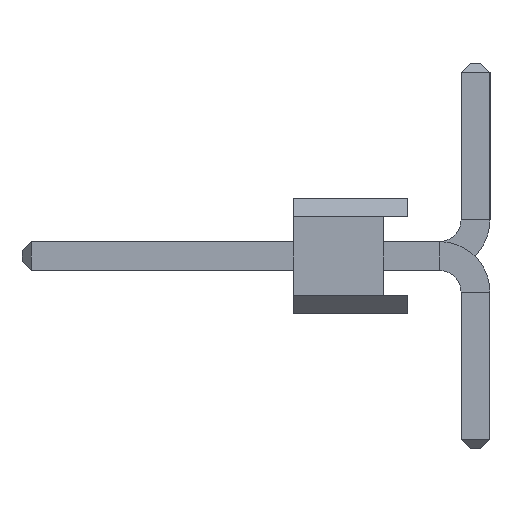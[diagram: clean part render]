
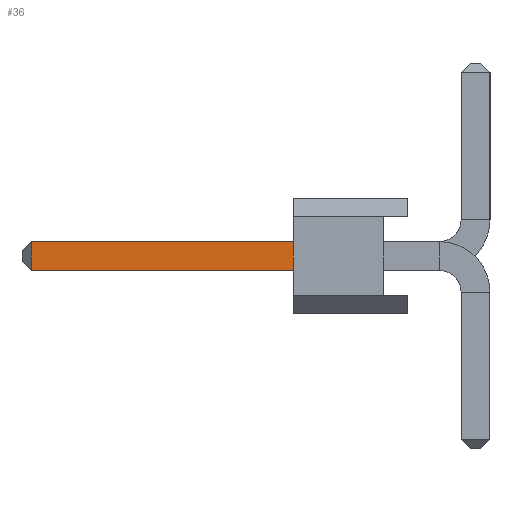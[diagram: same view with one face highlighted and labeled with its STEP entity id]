
A CAD part, left-side view. The second image highlights one B-rep face of the part: STEP entity #36.
In plain terms, the highlighted planar face has unit normal (-1, 0, 0).
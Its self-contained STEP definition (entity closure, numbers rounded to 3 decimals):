
#2 = LINE ( 'NONE', #1418, #1554 ) ;
#6 = CARTESIAN_POINT ( 'NONE',  ( -0.32, -0.7, 0.32 ) ) ;
#36 = ADVANCED_FACE ( 'NONE', ( #1562 ), #137, .T. ) ;
#135 = CARTESIAN_POINT ( 'NONE',  ( -0.32, 2.54, 0. ) ) ;
#137 = PLANE ( 'NONE',  #1557 ) ;
#143 = LINE ( 'NONE', #189, #745 ) ;
#189 = CARTESIAN_POINT ( 'NONE',  ( -0.32, 8.34, -0.32 ) ) ;
#223 = DIRECTION ( 'NONE',  ( 0., 1., 0. ) ) ;
#276 = ORIENTED_EDGE ( 'NONE', *, *, #1861, .T. ) ;
#480 = ORIENTED_EDGE ( 'NONE', *, *, #1545, .T. ) ;
#534 = EDGE_CURVE ( 'NONE', #800, #1888, #742, .T. ) ;
#612 = CARTESIAN_POINT ( 'NONE',  ( -0.32, 8.34, -0.32 ) ) ;
#723 = ORIENTED_EDGE ( 'NONE', *, *, #534, .F. ) ;
#742 = LINE ( 'NONE', #135, #1694 ) ;
#745 = VECTOR ( 'NONE', #874, 1000. ) ;
#771 = VERTEX_POINT ( 'NONE', #792 ) ;
#792 = CARTESIAN_POINT ( 'NONE',  ( -0.32, 8.34, 0.32 ) ) ;
#800 = VERTEX_POINT ( 'NONE', #1463 ) ;
#874 = DIRECTION ( 'NONE',  ( 0., 0., -1. ) ) ;
#1012 = DIRECTION ( 'NONE',  ( 0., 0., -1. ) ) ;
#1205 = CARTESIAN_POINT ( 'NONE',  ( -0.32, 2.54, -0.32 ) ) ;
#1211 = LINE ( 'NONE', #6, #1473 ) ;
#1287 = VERTEX_POINT ( 'NONE', #612 ) ;
#1331 = DIRECTION ( 'NONE',  ( -1., 0., 0. ) ) ;
#1373 = ORIENTED_EDGE ( 'NONE', *, *, #1477, .F. ) ;
#1387 = DIRECTION ( 'NONE',  ( 0., 1., 0. ) ) ;
#1418 = CARTESIAN_POINT ( 'NONE',  ( -0.32, -0.7, -0.32 ) ) ;
#1428 = EDGE_LOOP ( 'NONE', ( #480, #276, #1373, #723 ) ) ;
#1463 = CARTESIAN_POINT ( 'NONE',  ( -0.32, 2.54, 0.32 ) ) ;
#1473 = VECTOR ( 'NONE', #223, 1000. ) ;
#1477 = EDGE_CURVE ( 'NONE', #1888, #1287, #2, .T. ) ;
#1545 = EDGE_CURVE ( 'NONE', #800, #771, #1211, .T. ) ;
#1554 = VECTOR ( 'NONE', #1387, 1000. ) ;
#1557 = AXIS2_PLACEMENT_3D ( 'NONE', #1746, #1331, #1616 ) ;
#1562 = FACE_OUTER_BOUND ( 'NONE', #1428, .T. ) ;
#1616 = DIRECTION ( 'NONE',  ( 0., 0., 1. ) ) ;
#1694 = VECTOR ( 'NONE', #1012, 1000. ) ;
#1746 = CARTESIAN_POINT ( 'NONE',  ( -0.32, -0.7, -0.32 ) ) ;
#1861 = EDGE_CURVE ( 'NONE', #771, #1287, #143, .T. ) ;
#1888 = VERTEX_POINT ( 'NONE', #1205 ) ;
